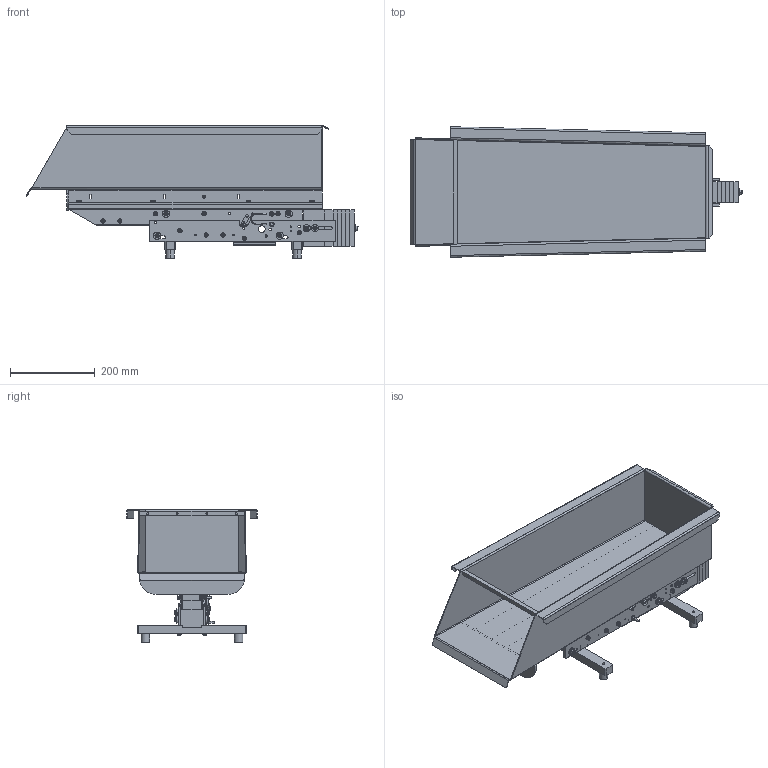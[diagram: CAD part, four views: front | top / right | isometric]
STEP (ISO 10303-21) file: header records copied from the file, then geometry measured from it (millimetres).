
FILE_DESCRIPTION (( 'STEP AP214' ), '1' );
FILE_NAME ('15L Hopper.STEP', '2020-10-20T23:40:22', ( '' ), ( '' ), 'SwSTEP 2.0', 'SolidWorks 2013', '' );
FILE_SCHEMA (( 'AUTOMOTIVE_DESIGN' ));
Length unit declared in the file: millimetre
Products named in the file (129): IMPORT_E251_1; IMPORT_E141_1; IMPORT_E224_1; IMPORT_E233_1; CYL_1-18839_1; IMPORT_E165_1; IMPORT_E178_1; IMPORT_E157_1; IMPORT_E129_1; IMPORT_E204_1; CYL_1-158466_1; IMPORT_E130_1; IMPORT_E239_1; IMPORT_E188_1; IMPORT_E217_1; IMPORT_E146_1; IMPORT_E159_1; IMPORT_E247_1; IMPORT_E164_1; IMPORT_E149_1; IMPORT_E162_1; IMPORT_E205_1; IMPORT_E166_1; IMPORT_E187_1; IMPORT_E163_1; IMPORT_E156_1; IMPORT_E171_1; IMPORT_E185_1; CYL_1-65100_1; IMPORT_E249_1; 15L_HOPPER_102_ASM; IMPORT_E143_1; IMPORT_E183_1; IMPORT_E250_1; IMPORT_E132_1; CONE_8-116460_1; IMPORT_E179_1; IMPORT_E195_1; CYL_1-146934_1; CYL_2_1 ...
Assembly tree (128 placements, depth 5):
  15L Hopper
    15L_HOPPER_101_ASM
      15L_HOPPER_102_ASM
        15L_HOPPER_104_ASM
          IMPORT_E191_1
          IMPORT_E186_1
          IMPORT_E162_1
          IMPORT_E164_1
          IMPORT_E215_1
          IMPORT_E146_1
          IMPORT_E190_1
          IMPORT_E155_1
          CYL_2_1
          IMPORT_E153_1
          IMPORT_E204_1
          CYL_1-18839_1
          IMPORT_E194_1
          CYL_1-23265_1
          IMPORT_E195_1
          IMPORT_E250_1
          IMPORT_E157_1
          IMPORT_E197_1
          IMPORT_E188_1
          IMPORT_E172_1
          IMPORT_E199_1
          IMPORT_E130_1
          IMPORT_E214_1
          CYL_1-38473_1
          IMPORT_E246_1
          IMPORT_E248_1
          IMPORT_E134_1
          IMPORT_E170_1
          IMPORT_E189_1
          IMPORT_E127_1
          CYL_1-47554_1
          CYL_1-48913_1
          MATEREF_HELPER_CYL_1
          IMPORT_E143_1
          IMPORT_E138_1
          IMPORT_E222_1
          IMPORT_E174_1
          IMPORT_E171_1
          IMPORT_E147_1
          IMPORT_E151_1
          CYL_1-65100_1
          CYL_1-66089_1
          CYL_1-68535_1
          IMPORT_E224_1
          IMPORT_E161_1
          IMPORT_E216_1
          IMPORT_E207_1
          IMPORT_E182_1
          IMPORT_E167_1
          CONE_8-78975_1
          IMPORT_E144_1
          IMPORT_E179_1
          IMPORT_E150_1
          IMPORT_E185_1
          IMPORT_E139_1
          IMPORT_E192_1
Bounding box: 784.89 x 308.5 x 313 mm (x, y, z)
Volume: 2750659.2 mm3; surface area: 1814681.7 mm2
Topology: 123 solids, 127 shells, 5589 faces, 14458 edges, 9102 vertices
Faces by surface type: plane 2821, cylinder 1929, bspline 466, cone 373
Entity records: 251739 total; most frequent: CARTESIAN_POINT 51400, ORIENTED_EDGE 28702, DIRECTION 27286, EDGE_CURVE 14355, AXIS2_PLACEMENT_3D 10277, VERTEX_POINT 9102, LINE 6732, VECTOR 6732
